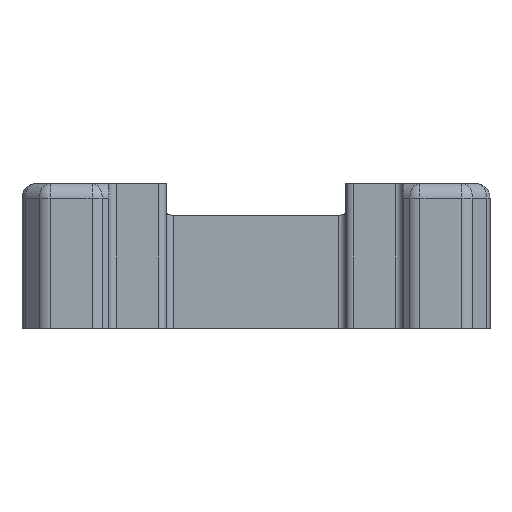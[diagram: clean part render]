
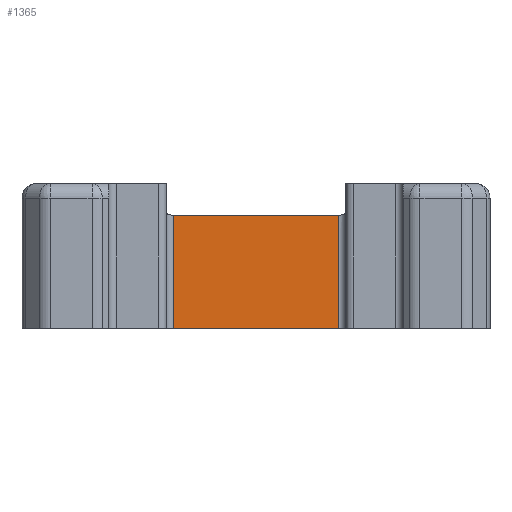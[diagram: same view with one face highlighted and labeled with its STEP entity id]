
A CAD part, front view. The second image highlights one B-rep face of the part: STEP entity #1365.
In plain terms, the highlighted planar face has unit normal (0, -1, 0).
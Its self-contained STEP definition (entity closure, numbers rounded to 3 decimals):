
#83=PLANE('',#1512);
#149=LINE('',#4003,#244);
#160=LINE('',#4035,#255);
#161=LINE('',#4039,#256);
#162=LINE('',#4040,#257);
#244=VECTOR('',#1798,10.);
#255=VECTOR('',#1833,10.);
#256=VECTOR('',#1838,10.);
#257=VECTOR('',#1839,10.);
#346=FACE_OUTER_BOUND('',#435,.T.);
#435=EDGE_LOOP('',(#1159,#1160,#1161,#1162));
#653=VERTEX_POINT('',#4000);
#654=VERTEX_POINT('',#4002);
#663=VERTEX_POINT('',#4034);
#664=VERTEX_POINT('',#4038);
#826=EDGE_CURVE('',#654,#653,#149,.T.);
#841=EDGE_CURVE('',#663,#654,#160,.T.);
#843=EDGE_CURVE('',#664,#653,#161,.T.);
#844=EDGE_CURVE('',#663,#664,#162,.T.);
#1159=ORIENTED_EDGE('',*,*,#826,.T.);
#1160=ORIENTED_EDGE('',*,*,#843,.F.);
#1161=ORIENTED_EDGE('',*,*,#844,.F.);
#1162=ORIENTED_EDGE('',*,*,#841,.T.);
#1365=ADVANCED_FACE('',(#346),#83,.T.);
#1512=AXIS2_PLACEMENT_3D('',#4037,#1836,#1837);
#1798=DIRECTION('',(-1.,0.,0.));
#1833=DIRECTION('',(0.,0.,1.));
#1836=DIRECTION('center_axis',(0.,-1.,0.));
#1837=DIRECTION('ref_axis',(1.,0.,0.));
#1838=DIRECTION('',(0.,0.,1.));
#1839=DIRECTION('',(-1.,0.,0.));
#4000=CARTESIAN_POINT('',(-5.7,18.2,2.814));
#4002=CARTESIAN_POINT('',(5.7,18.2,2.814));
#4003=CARTESIAN_POINT('',(5.225,18.2,2.814));
#4034=CARTESIAN_POINT('',(5.7,18.2,-5.));
#4035=CARTESIAN_POINT('',(5.7,18.2,0.));
#4037=CARTESIAN_POINT('Origin',(-5.7,18.2,0.));
#4038=CARTESIAN_POINT('',(-5.7,18.2,-5.));
#4039=CARTESIAN_POINT('',(-5.7,18.2,0.));
#4040=CARTESIAN_POINT('',(0.,18.2,-5.));
